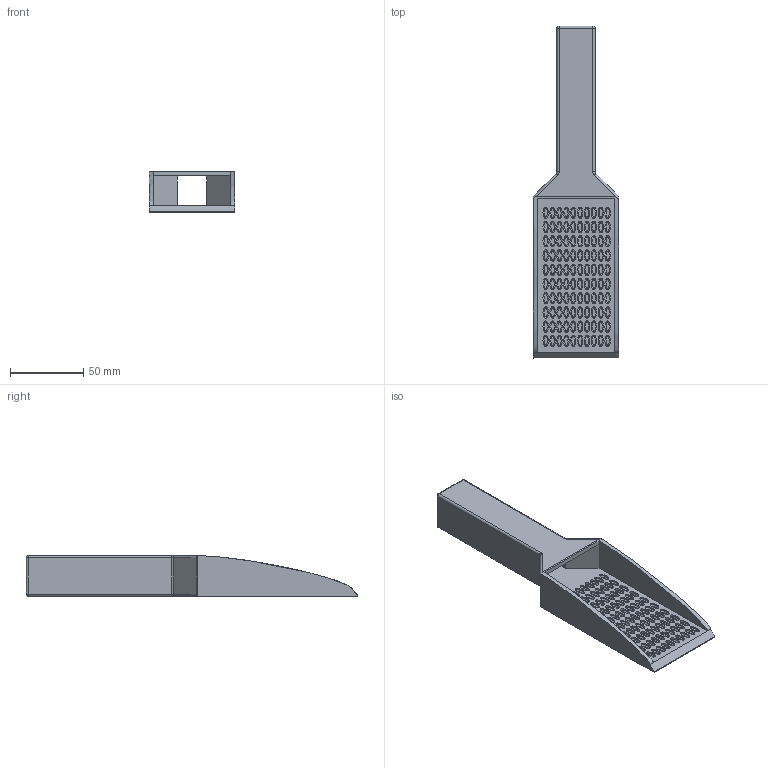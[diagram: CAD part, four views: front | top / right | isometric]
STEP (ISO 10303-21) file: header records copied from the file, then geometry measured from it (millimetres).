
FILE_DESCRIPTION(/* description */ (''),/* implementation_level */ '2;1');
FILE_NAME(/* name */ 'Seed Tray.step',/* time_stamp */ '2025-07-14T23:14:10-04:00',/* author */ (''),/* organization */ (''),/* preprocessor_version */ 'ST-DEVELOPER v20.1',/* originating_system */ 'Autodesk Translation Framework v14.10.0.0',/* authorisation */ '');
FILE_SCHEMA (('AUTOMOTIVE_DESIGN { 1 0 10303 214 3 1 1 }'));
Products named in the file (1): Seed Tray_FP
Bounding box: 58.5 x 226.02 x 27.88 mm (x, y, z)
Volume: 77029.7 mm3; surface area: 47104.2 mm2
Topology: 1 solids, 1 shells, 345 faces, 608 edges, 364 vertices
Faces by surface type: bspline 202, plane 119, cylinder 16, torus 4, sphere 4
Entity records: 46381 total; most frequent: CARTESIAN_POINT 40617, ORIENTED_EDGE 1216, DIRECTION 923, EDGE_CURVE 608, EDGE_LOOP 446, AXIS2_PLACEMENT_3D 380, VERTEX_POINT 364, FACE_OUTER_BOUND 345
